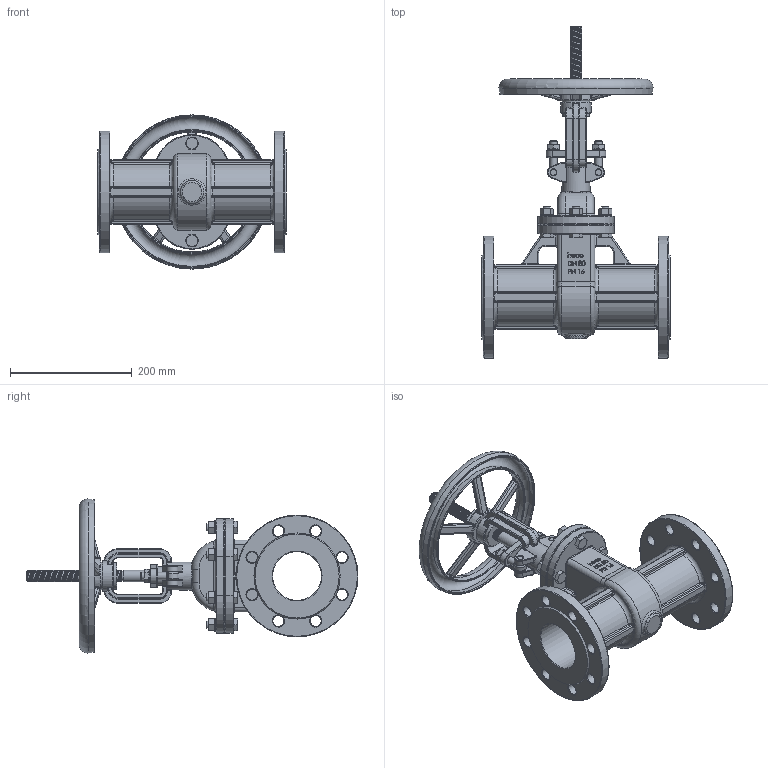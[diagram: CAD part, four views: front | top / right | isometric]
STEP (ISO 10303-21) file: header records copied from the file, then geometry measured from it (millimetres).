
FILE_DESCRIPTION (( 'STEP AP214' ), '1' );
FILE_NAME ('FLAS-300-F1 Absperrschieber mit Flansch 2301.STEP', '2023-01-10T13:21:38', ( '' ), ( '' ), 'SwSTEP 2.0', 'SolidWorks 2019', '' );
FILE_SCHEMA (( 'AUTOMOTIVE_DESIGN' ));
Length unit declared in the file: millimetre
Products named in the file (1): FLAS-300-F1 Absperrschieber mit Flansch 2301
Bounding box: 310 x 545 x 252.99 mm (x, y, z)
Volume: 3579112.2 mm3; surface area: 600302.4 mm2
Topology: 1 solids, 2 shells, 1807 faces, 4348 edges, 2589 vertices
Faces by surface type: bspline 554, plane 475, cylinder 357, torus 231, cone 162, sphere 28
Full cylindrical faces by diameter (mm): 10 x4, 10.01 x4, 12 x16, 13 x12, 15 x1, 18 x16, 19 x1, 21 x8, 30 x1, 31 x1, 44 x1, 45 x1, 46 x1, 50 x1, 60 x1, 80 x1, 200 x2
Entity records: 110628 total; most frequent: CARTESIAN_POINT 63717, ORIENTED_EDGE 8252, DIRECTION 6696, EDGE_CURVE 4126, AXIS2_PLACEMENT_3D 2707, VERTEX_POINT 2537, EDGE_LOOP 2091, FACE_OUTER_BOUND 1917
